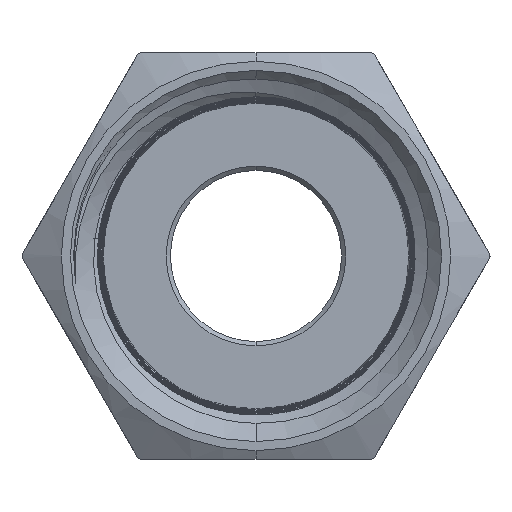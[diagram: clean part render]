
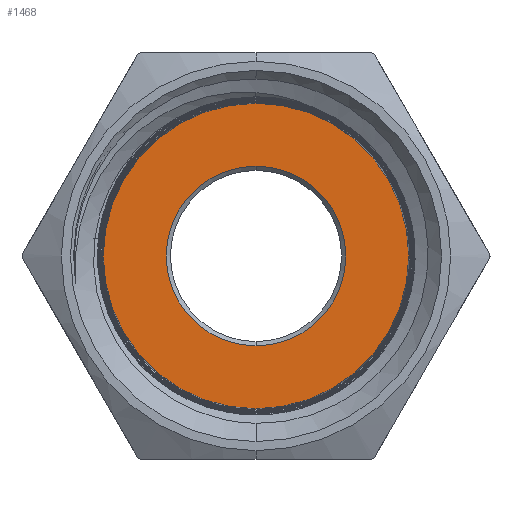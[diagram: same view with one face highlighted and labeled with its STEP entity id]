
A CAD part, front view. The second image highlights one B-rep face of the part: STEP entity #1468.
In plain terms, the highlighted planar face has unit normal (0, -1, 0).
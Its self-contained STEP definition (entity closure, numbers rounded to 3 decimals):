
#15 = AXIS2_PLACEMENT_3D ( 'NONE', #17284, #8088, #18812 ) ;
#147 = EDGE_LOOP ( 'NONE', ( #12590, #11445 ) ) ;
#649 = ORIENTED_EDGE ( 'NONE', *, *, #4981, .T. ) ;
#739 = CARTESIAN_POINT ( 'NONE',  ( 0., -8., 0. ) ) ;
#742 = CARTESIAN_POINT ( 'NONE',  ( 0., -8., -4.2 ) ) ;
#1057 = EDGE_LOOP ( 'NONE', ( #19212, #649 ) ) ;
#1152 = EDGE_CURVE ( 'NONE', #11525, #12078, #5988, .T. ) ;
#1245 = AXIS2_PLACEMENT_3D ( 'NONE', #739, #6167, #4794 ) ;
#1468 = ADVANCED_FACE ( 'NONE', ( #15337, #3101 ), #6367, .T. ) ;
#1892 = DIRECTION ( 'NONE',  ( 0., 1., 0. ) ) ;
#2378 = AXIS2_PLACEMENT_3D ( 'NONE', #6646, #17360, #8161 ) ;
#2927 = AXIS2_PLACEMENT_3D ( 'NONE', #12027, #12553, #8953 ) ;
#3101 = FACE_OUTER_BOUND ( 'NONE', #1057, .T. ) ;
#4162 = CARTESIAN_POINT ( 'NONE',  ( 0., -8., -7.141 ) ) ;
#4794 = DIRECTION ( 'NONE',  ( 0., 0., -1. ) ) ;
#4981 = EDGE_CURVE ( 'NONE', #12019, #12271, #15288, .T. ) ;
#5086 = CARTESIAN_POINT ( 'NONE',  ( 0., -8., 7.141 ) ) ;
#5307 = CARTESIAN_POINT ( 'NONE',  ( 0., -8., 4.2 ) ) ;
#5988 = CIRCLE ( 'NONE', #1245, 4.2 ) ;
#6167 = DIRECTION ( 'NONE',  ( 0., 1., 0. ) ) ;
#6367 = PLANE ( 'NONE',  #2927 ) ;
#6646 = CARTESIAN_POINT ( 'NONE',  ( 0., -8., 0. ) ) ;
#8088 = DIRECTION ( 'NONE',  ( 0., -1., 0. ) ) ;
#8161 = DIRECTION ( 'NONE',  ( 0., 0., -1. ) ) ;
#8475 = CIRCLE ( 'NONE', #10060, 4.2 ) ;
#8953 = DIRECTION ( 'NONE',  ( 0., 0., -1. ) ) ;
#10060 = AXIS2_PLACEMENT_3D ( 'NONE', #11039, #1892, #12586 ) ;
#11039 = CARTESIAN_POINT ( 'NONE',  ( 0., -8., 0. ) ) ;
#11445 = ORIENTED_EDGE ( 'NONE', *, *, #1152, .T. ) ;
#11525 = VERTEX_POINT ( 'NONE', #5307 ) ;
#12019 = VERTEX_POINT ( 'NONE', #5086 ) ;
#12027 = CARTESIAN_POINT ( 'NONE',  ( 0., -8., 0. ) ) ;
#12078 = VERTEX_POINT ( 'NONE', #742 ) ;
#12271 = VERTEX_POINT ( 'NONE', #4162 ) ;
#12553 = DIRECTION ( 'NONE',  ( 0., -1., 0. ) ) ;
#12586 = DIRECTION ( 'NONE',  ( 0., 0., -1. ) ) ;
#12590 = ORIENTED_EDGE ( 'NONE', *, *, #19363, .T. ) ;
#13486 = CIRCLE ( 'NONE', #15, 7.141 ) ;
#15288 = CIRCLE ( 'NONE', #2378, 7.141 ) ;
#15337 = FACE_BOUND ( 'NONE', #147, .T. ) ;
#16638 = EDGE_CURVE ( 'NONE', #12271, #12019, #13486, .T. ) ;
#17284 = CARTESIAN_POINT ( 'NONE',  ( 0., -8., 0. ) ) ;
#17360 = DIRECTION ( 'NONE',  ( 0., -1., 0. ) ) ;
#18812 = DIRECTION ( 'NONE',  ( 0., 0., -1. ) ) ;
#19212 = ORIENTED_EDGE ( 'NONE', *, *, #16638, .T. ) ;
#19363 = EDGE_CURVE ( 'NONE', #12078, #11525, #8475, .T. ) ;
